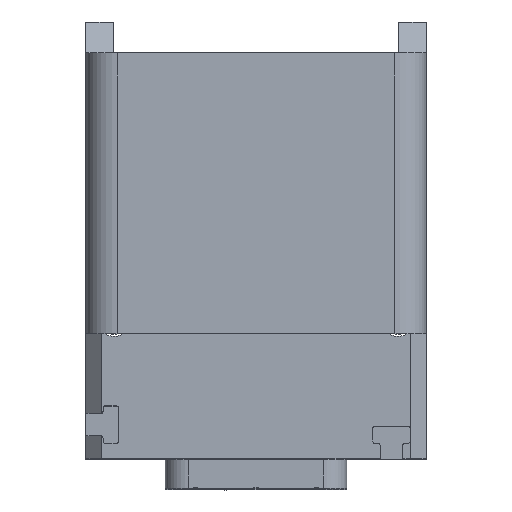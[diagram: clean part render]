
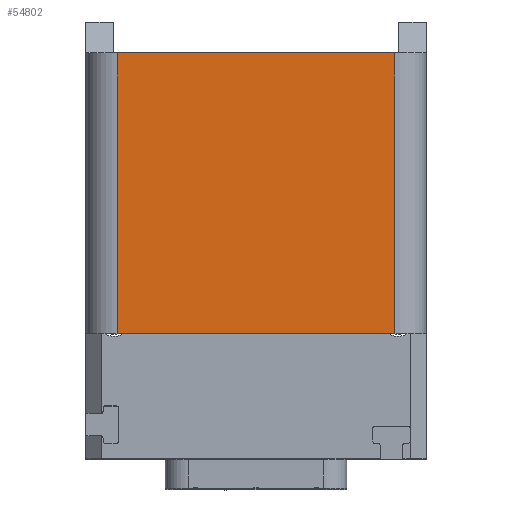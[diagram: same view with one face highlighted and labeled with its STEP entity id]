
A CAD part, top view. The second image highlights one B-rep face of the part: STEP entity #54802.
In plain terms, the highlighted planar face has unit normal (0, 0, 1).
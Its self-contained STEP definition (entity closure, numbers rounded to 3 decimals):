
#3827=DIRECTION('',(1.,0.,0.));
#3828=VECTOR('',#3827,17.8);
#3829=CARTESIAN_POINT('',(-8.9,1.65,15.85));
#3830=LINE('',#3829,#3828);
#3844=DIRECTION('',(0.,-1.,0.));
#3845=VECTOR('',#3844,18.);
#3846=CARTESIAN_POINT('',(8.9,19.65,15.85));
#3847=LINE('',#3846,#3845);
#3861=DIRECTION('',(1.,0.,0.));
#3862=VECTOR('',#3861,17.8);
#3863=CARTESIAN_POINT('',(-8.9,19.65,15.85));
#3864=LINE('',#3863,#3862);
#3865=DIRECTION('',(0.,1.,0.));
#3866=VECTOR('',#3865,18.);
#3867=CARTESIAN_POINT('',(-8.9,1.65,15.85));
#3868=LINE('',#3867,#3866);
#36794=CARTESIAN_POINT('',(-8.9,1.65,15.85));
#36795=CARTESIAN_POINT('',(8.9,1.65,15.85));
#36796=VERTEX_POINT('',#36794);
#36797=VERTEX_POINT('',#36795);
#36982=CARTESIAN_POINT('',(-8.9,19.65,15.85));
#36983=VERTEX_POINT('',#36982);
#36984=CARTESIAN_POINT('',(8.9,19.65,15.85));
#36985=VERTEX_POINT('',#36984);
#54789=CARTESIAN_POINT('',(-10.9,21.65,15.85));
#54790=DIRECTION('',(0.,0.,1.));
#54791=DIRECTION('',(0.,-1.,0.));
#54792=AXIS2_PLACEMENT_3D('',#54789,#54790,#54791);
#54793=PLANE('',#54792);
#54795=ORIENTED_EDGE('',*,*,#54794,.T.);
#54797=ORIENTED_EDGE('',*,*,#54796,.T.);
#54798=ORIENTED_EDGE('',*,*,#54778,.T.);
#54799=ORIENTED_EDGE('',*,*,#54750,.F.);
#54800=EDGE_LOOP('',(#54795,#54797,#54798,#54799));
#54801=FACE_OUTER_BOUND('',#54800,.F.);
#54802=ADVANCED_FACE('',(#54801),#54793,.T.);
#54750=EDGE_CURVE('',#36796,#36797,#3830,.T.);
#54778=EDGE_CURVE('',#36985,#36797,#3847,.T.);
#54794=EDGE_CURVE('',#36796,#36983,#3868,.T.);
#54796=EDGE_CURVE('',#36983,#36985,#3864,.T.);
